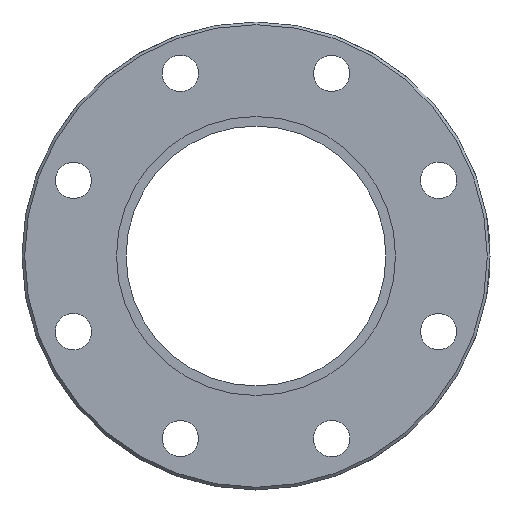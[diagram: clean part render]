
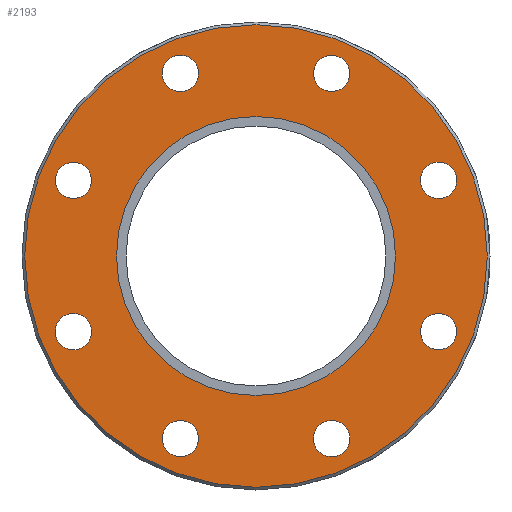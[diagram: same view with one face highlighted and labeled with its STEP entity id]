
A CAD part, front view. The second image highlights one B-rep face of the part: STEP entity #2193.
In plain terms, the highlighted planar face has unit normal (0, -1, 0).
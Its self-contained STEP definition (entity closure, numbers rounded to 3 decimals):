
#184=FACE_BOUND('',#408,.T.);
#185=FACE_BOUND('',#409,.T.);
#186=FACE_BOUND('',#410,.T.);
#187=FACE_BOUND('',#411,.T.);
#188=FACE_BOUND('',#412,.T.);
#189=FACE_BOUND('',#413,.T.);
#190=FACE_BOUND('',#414,.T.);
#191=FACE_BOUND('',#415,.T.);
#192=FACE_BOUND('',#416,.T.);
#210=PLANE('',#2346);
#282=FACE_OUTER_BOUND('',#407,.T.);
#407=EDGE_LOOP('',(#1503));
#408=EDGE_LOOP('',(#1504));
#409=EDGE_LOOP('',(#1505));
#410=EDGE_LOOP('',(#1506));
#411=EDGE_LOOP('',(#1507));
#412=EDGE_LOOP('',(#1508));
#413=EDGE_LOOP('',(#1509));
#414=EDGE_LOOP('',(#1510));
#415=EDGE_LOOP('',(#1511));
#416=EDGE_LOOP('',(#1512));
#830=CIRCLE('',#2342,42.35);
#833=CIRCLE('',#2347,25.55);
#834=CIRCLE('',#2348,3.324);
#835=CIRCLE('',#2349,3.324);
#836=CIRCLE('',#2350,3.324);
#837=CIRCLE('',#2351,3.324);
#838=CIRCLE('',#2352,3.324);
#839=CIRCLE('',#2353,3.324);
#840=CIRCLE('',#2354,3.324);
#841=CIRCLE('',#2355,3.324);
#923=VERTEX_POINT('',#3089);
#926=VERTEX_POINT('',#3099);
#927=VERTEX_POINT('',#3101);
#928=VERTEX_POINT('',#3103);
#929=VERTEX_POINT('',#3105);
#930=VERTEX_POINT('',#3107);
#931=VERTEX_POINT('',#3109);
#932=VERTEX_POINT('',#3111);
#933=VERTEX_POINT('',#3113);
#934=VERTEX_POINT('',#3115);
#1152=EDGE_CURVE('',#923,#923,#830,.T.);
#1156=EDGE_CURVE('',#926,#926,#833,.T.);
#1157=EDGE_CURVE('',#927,#927,#834,.T.);
#1158=EDGE_CURVE('',#928,#928,#835,.T.);
#1159=EDGE_CURVE('',#929,#929,#836,.T.);
#1160=EDGE_CURVE('',#930,#930,#837,.T.);
#1161=EDGE_CURVE('',#931,#931,#838,.T.);
#1162=EDGE_CURVE('',#932,#932,#839,.T.);
#1163=EDGE_CURVE('',#933,#933,#840,.T.);
#1164=EDGE_CURVE('',#934,#934,#841,.T.);
#1503=ORIENTED_EDGE('',*,*,#1152,.F.);
#1504=ORIENTED_EDGE('',*,*,#1156,.T.);
#1505=ORIENTED_EDGE('',*,*,#1157,.T.);
#1506=ORIENTED_EDGE('',*,*,#1158,.T.);
#1507=ORIENTED_EDGE('',*,*,#1159,.T.);
#1508=ORIENTED_EDGE('',*,*,#1160,.T.);
#1509=ORIENTED_EDGE('',*,*,#1161,.T.);
#1510=ORIENTED_EDGE('',*,*,#1162,.T.);
#1511=ORIENTED_EDGE('',*,*,#1163,.T.);
#1512=ORIENTED_EDGE('',*,*,#1164,.T.);
#2193=ADVANCED_FACE('',(#282,#184,#185,#186,#187,#188,#189,#190,#191,#192),
#210,.T.);
#2342=AXIS2_PLACEMENT_3D('',#3091,#2550,#2551);
#2346=AXIS2_PLACEMENT_3D('',#3098,#2559,#2560);
#2347=AXIS2_PLACEMENT_3D('',#3100,#2561,#2562);
#2348=AXIS2_PLACEMENT_3D('',#3102,#2563,#2564);
#2349=AXIS2_PLACEMENT_3D('',#3104,#2565,#2566);
#2350=AXIS2_PLACEMENT_3D('',#3106,#2567,#2568);
#2351=AXIS2_PLACEMENT_3D('',#3108,#2569,#2570);
#2352=AXIS2_PLACEMENT_3D('',#3110,#2571,#2572);
#2353=AXIS2_PLACEMENT_3D('',#3112,#2573,#2574);
#2354=AXIS2_PLACEMENT_3D('',#3114,#2575,#2576);
#2355=AXIS2_PLACEMENT_3D('',#3116,#2577,#2578);
#2550=DIRECTION('center_axis',(0.,1.,0.));
#2551=DIRECTION('ref_axis',(1.,0.,0.));
#2559=DIRECTION('center_axis',(0.,-1.,0.));
#2560=DIRECTION('ref_axis',(0.,0.,-1.));
#2561=DIRECTION('center_axis',(0.,1.,0.));
#2562=DIRECTION('ref_axis',(1.,0.,0.));
#2563=DIRECTION('center_axis',(0.,1.,0.));
#2564=DIRECTION('ref_axis',(1.,0.,0.));
#2565=DIRECTION('center_axis',(0.,1.,0.));
#2566=DIRECTION('ref_axis',(0.707,0.,-0.707));
#2567=DIRECTION('center_axis',(0.,1.,0.));
#2568=DIRECTION('ref_axis',(0.,0.,-1.));
#2569=DIRECTION('center_axis',(0.,1.,0.));
#2570=DIRECTION('ref_axis',(-0.707,0.,-0.707));
#2571=DIRECTION('center_axis',(0.,1.,0.));
#2572=DIRECTION('ref_axis',(-1.,0.,0.));
#2573=DIRECTION('center_axis',(0.,1.,0.));
#2574=DIRECTION('ref_axis',(-0.707,0.,0.707));
#2575=DIRECTION('center_axis',(0.,1.,0.));
#2576=DIRECTION('ref_axis',(0.,0.,1.));
#2577=DIRECTION('center_axis',(0.,1.,0.));
#2578=DIRECTION('ref_axis',(0.707,0.,0.707));
#3089=CARTESIAN_POINT('',(-42.35,0.,0.));
#3091=CARTESIAN_POINT('Origin',(0.,0.,0.));
#3098=CARTESIAN_POINT('Origin',(-42.85,0.,0.));
#3099=CARTESIAN_POINT('',(25.55,0.,0.));
#3100=CARTESIAN_POINT('Origin',(0.,0.,0.));
#3101=CARTESIAN_POINT('',(30.116,0.,-13.851));
#3102=CARTESIAN_POINT('Origin',(33.44,0.,-13.851));
#3103=CARTESIAN_POINT('',(11.501,0.,-31.09));
#3104=CARTESIAN_POINT('Origin',(13.851,0.,-33.44));
#3105=CARTESIAN_POINT('',(-13.851,0.,-30.116));
#3106=CARTESIAN_POINT('Origin',(-13.851,0.,-33.44));
#3107=CARTESIAN_POINT('',(-31.09,0.,-11.501));
#3108=CARTESIAN_POINT('Origin',(-33.44,0.,-13.851));
#3109=CARTESIAN_POINT('',(-30.116,0.,13.851));
#3110=CARTESIAN_POINT('Origin',(-33.44,0.,13.851));
#3111=CARTESIAN_POINT('',(-11.501,0.,31.09));
#3112=CARTESIAN_POINT('Origin',(-13.851,0.,33.44));
#3113=CARTESIAN_POINT('',(13.851,0.,30.116));
#3114=CARTESIAN_POINT('Origin',(13.851,0.,33.44));
#3115=CARTESIAN_POINT('',(31.09,0.,11.501));
#3116=CARTESIAN_POINT('Origin',(33.44,0.,13.851));
